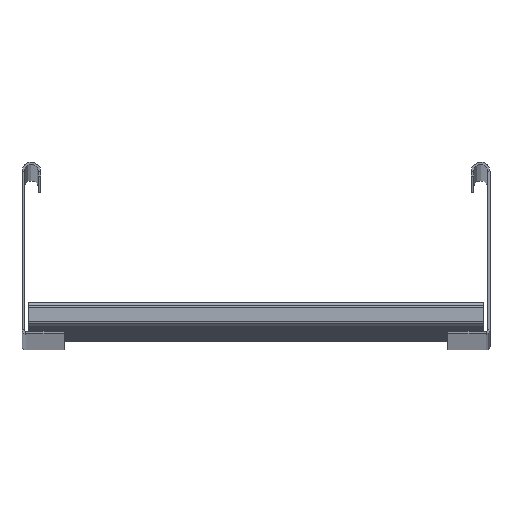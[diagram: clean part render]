
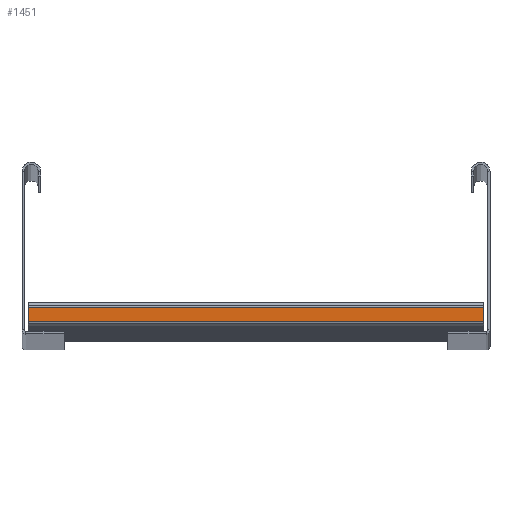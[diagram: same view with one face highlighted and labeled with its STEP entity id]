
A CAD part, top view. The second image highlights one B-rep face of the part: STEP entity #1451.
In plain terms, the highlighted face is planar.
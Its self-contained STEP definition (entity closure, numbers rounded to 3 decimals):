
#12 = CARTESIAN_POINT ( 'NONE',  ( -15., 3., 146. ) ) ;
#55 = DIRECTION ( 'NONE',  ( 0., 1., 0. ) ) ;
#59 = VECTOR ( 'NONE', #55, 1000. ) ;
#178 = CARTESIAN_POINT ( 'NONE',  ( -15., 3., 146. ) ) ;
#185 = DIRECTION ( 'NONE',  ( 1., 0., 0. ) ) ;
#260 = CARTESIAN_POINT ( 'NONE',  ( -15., 12., 146. ) ) ;
#262 = AXIS2_PLACEMENT_3D ( 'NONE', #869, #185, #1720 ) ;
#269 = FACE_OUTER_BOUND ( 'NONE', #1518, .T. ) ;
#372 = DIRECTION ( 'NONE',  ( 0., 0., 1. ) ) ;
#453 = LINE ( 'NONE', #1059, #548 ) ;
#468 = VERTEX_POINT ( 'NONE', #1478 ) ;
#537 = ORIENTED_EDGE ( 'NONE', *, *, #1576, .F. ) ;
#548 = VECTOR ( 'NONE', #1083, 1000. ) ;
#608 = CARTESIAN_POINT ( 'NONE',  ( -15., 12., -146. ) ) ;
#819 = LINE ( 'NONE', #12, #59 ) ;
#838 = EDGE_CURVE ( 'NONE', #1369, #1263, #819, .T. ) ;
#850 = EDGE_CURVE ( 'NONE', #1326, #1263, #910, .T. ) ;
#869 = CARTESIAN_POINT ( 'NONE',  ( -15., 3., -146. ) ) ;
#910 = LINE ( 'NONE', #1339, #1704 ) ;
#945 = ORIENTED_EDGE ( 'NONE', *, *, #838, .T. ) ;
#988 = VECTOR ( 'NONE', #372, 1000. ) ;
#990 = EDGE_CURVE ( 'NONE', #468, #1369, #1455, .T. ) ;
#1059 = CARTESIAN_POINT ( 'NONE',  ( -15., 3., -146. ) ) ;
#1083 = DIRECTION ( 'NONE',  ( 0., 1., 0. ) ) ;
#1096 = PLANE ( 'NONE',  #262 ) ;
#1263 = VERTEX_POINT ( 'NONE', #260 ) ;
#1326 = VERTEX_POINT ( 'NONE', #608 ) ;
#1339 = CARTESIAN_POINT ( 'NONE',  ( -15., 12., -146. ) ) ;
#1369 = VERTEX_POINT ( 'NONE', #178 ) ;
#1383 = ORIENTED_EDGE ( 'NONE', *, *, #850, .F. ) ;
#1436 = DIRECTION ( 'NONE',  ( 0., 0., 1. ) ) ;
#1451 = ADVANCED_FACE ( 'NONE', ( #269 ), #1096, .F. ) ;
#1455 = LINE ( 'NONE', #1742, #988 ) ;
#1478 = CARTESIAN_POINT ( 'NONE',  ( -15., 3., -146. ) ) ;
#1518 = EDGE_LOOP ( 'NONE', ( #945, #1383, #537, #1573 ) ) ;
#1573 = ORIENTED_EDGE ( 'NONE', *, *, #990, .T. ) ;
#1576 = EDGE_CURVE ( 'NONE', #468, #1326, #453, .T. ) ;
#1704 = VECTOR ( 'NONE', #1436, 1000. ) ;
#1720 = DIRECTION ( 'NONE',  ( 0., 0., -1. ) ) ;
#1742 = CARTESIAN_POINT ( 'NONE',  ( -15., 3., -146. ) ) ;
